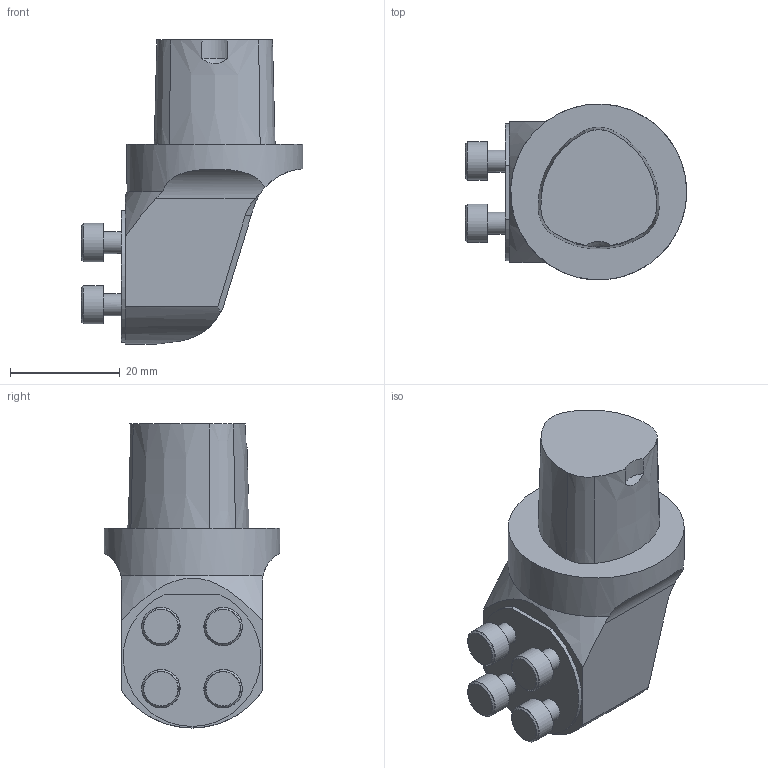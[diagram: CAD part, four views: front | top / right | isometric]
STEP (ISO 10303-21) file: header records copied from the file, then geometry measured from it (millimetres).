
FILE_DESCRIPTION(/* description */ (''),/* implementation_level */ '2;1');
FILE_NAME(/* name */ '1524127753482.stp',/* time_stamp */ '2018-04-19T10:49:22+02:00',/* author */ (''),/* organization */ ('SMS'),/* preprocessor_version */ 'ST-DEVELOPER v15',/* originating_system */ 'SIEMENS PLM Software NX 8.5',/* authorisation */ '');
FILE_SCHEMA (('AUTOMOTIVE_DESIGN { 1 0 10303 214 3 1 1 1 }'));
Length unit declared in the file: millimetre
Products named in the file (1): 201575361mod000_00
Bounding box: 40.25 x 32 x 55.3 mm (x, y, z)
Volume: 27393.4 mm3; surface area: 6422.6 mm2
Topology: 1 solids, 1 shells, 57 faces, 127 edges, 85 vertices
Faces by surface type: plane 19, cylinder 18, cone 12, torus 8
Full cylindrical faces by diameter (mm): 4 x4, 7 x4, 32 x1
Entity records: 1580 total; most frequent: CARTESIAN_POINT 341, DIRECTION 265, ORIENTED_EDGE 202, AXIS2_PLACEMENT_3D 120, EDGE_CURVE 101, EDGE_LOOP 88, VERTEX_POINT 77, FACE_BOUND 59
